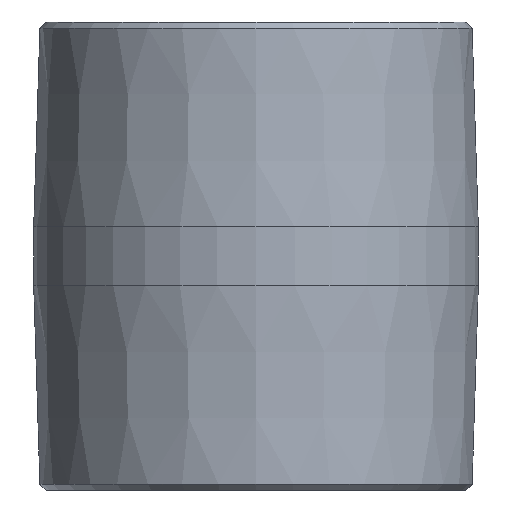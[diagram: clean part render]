
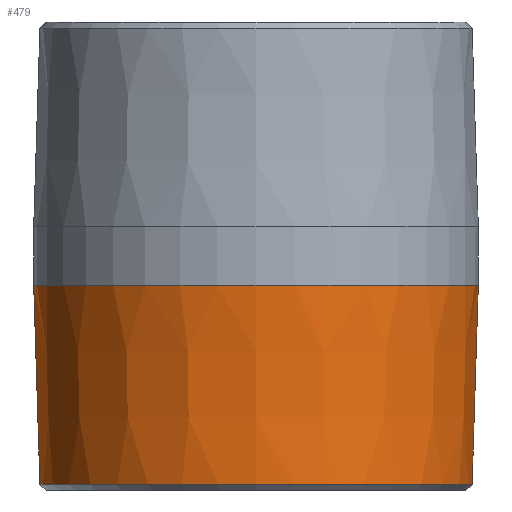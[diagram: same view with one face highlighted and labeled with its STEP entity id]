
A CAD part, front view. The second image highlights one B-rep face of the part: STEP entity #479.
In plain terms, the highlighted conical face has half-angle 1.78 degrees and reference radius 24.13 mm.
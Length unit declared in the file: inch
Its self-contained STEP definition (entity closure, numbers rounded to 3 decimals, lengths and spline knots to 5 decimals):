
#5 = AXIS2_PLACEMENT_3D ( 'NONE', #287, #36, #129 ) ;
#28 = DIRECTION ( 'NONE',  ( 0., 0., 1. ) ) ;
#31 = CARTESIAN_POINT ( 'NONE',  ( 0.92358, 0., 0.02499 ) ) ;
#32 = EDGE_CURVE ( 'NONE', #103, #278, #404, .T. ) ;
#36 = DIRECTION ( 'NONE',  ( 0., 0., 1. ) ) ;
#63 = CARTESIAN_POINT ( 'NONE',  ( -0.95, 0., 0.875 ) ) ;
#82 = ORIENTED_EDGE ( 'NONE', *, *, #430, .T. ) ;
#95 = ORIENTED_EDGE ( 'NONE', *, *, #465, .T. ) ;
#98 = EDGE_LOOP ( 'NONE', ( #520, #242, #82, #95 ) ) ;
#103 = VERTEX_POINT ( 'NONE', #264 ) ;
#109 = CARTESIAN_POINT ( 'NONE',  ( 0., 0., 0.875 ) ) ;
#114 = CARTESIAN_POINT ( 'NONE',  ( 0., 0., 0.875 ) ) ;
#129 = DIRECTION ( 'NONE',  ( -1., 0., 0. ) ) ;
#151 = LINE ( 'NONE', #298, #164 ) ;
#164 = VECTOR ( 'NONE', #514, 39.37008 ) ;
#232 = AXIS2_PLACEMENT_3D ( 'NONE', #109, #28, #344 ) ;
#237 = DIRECTION ( 'NONE',  ( -0.031, 0., 1. ) ) ;
#240 = VERTEX_POINT ( 'NONE', #393 ) ;
#242 = ORIENTED_EDGE ( 'NONE', *, *, #32, .T. ) ;
#246 = CONICAL_SURFACE ( 'NONE', #232, 0.95, 0.031 ) ;
#264 = CARTESIAN_POINT ( 'NONE',  ( -0.92358, 0., 0.02499 ) ) ;
#273 = LINE ( 'NONE', #63, #337 ) ;
#278 = VERTEX_POINT ( 'NONE', #31 ) ;
#280 = AXIS2_PLACEMENT_3D ( 'NONE', #114, #460, #281 ) ;
#281 = DIRECTION ( 'NONE',  ( -1., 0., 0. ) ) ;
#287 = CARTESIAN_POINT ( 'NONE',  ( 0., 0., 0.02499 ) ) ;
#298 = CARTESIAN_POINT ( 'NONE',  ( 0.95, 0., 0.875 ) ) ;
#337 = VECTOR ( 'NONE', #237, 39.37008 ) ;
#344 = DIRECTION ( 'NONE',  ( 1., 0., 0. ) ) ;
#393 = CARTESIAN_POINT ( 'NONE',  ( 0.95, 0., 0.875 ) ) ;
#394 = VERTEX_POINT ( 'NONE', #543 ) ;
#404 = CIRCLE ( 'NONE', #5, 0.92358 ) ;
#415 = EDGE_CURVE ( 'NONE', #103, #394, #273, .T. ) ;
#430 = EDGE_CURVE ( 'NONE', #278, #240, #151, .T. ) ;
#460 = DIRECTION ( 'NONE',  ( 0., 0., -1. ) ) ;
#465 = EDGE_CURVE ( 'NONE', #240, #394, #529, .T. ) ;
#479 = ADVANCED_FACE ( 'NONE', ( #501 ), #246, .T. ) ;
#501 = FACE_OUTER_BOUND ( 'NONE', #98, .T. ) ;
#514 = DIRECTION ( 'NONE',  ( 0.031, 0., 1. ) ) ;
#520 = ORIENTED_EDGE ( 'NONE', *, *, #415, .F. ) ;
#529 = CIRCLE ( 'NONE', #280, 0.95 ) ;
#543 = CARTESIAN_POINT ( 'NONE',  ( -0.95, 0., 0.875 ) ) ;
